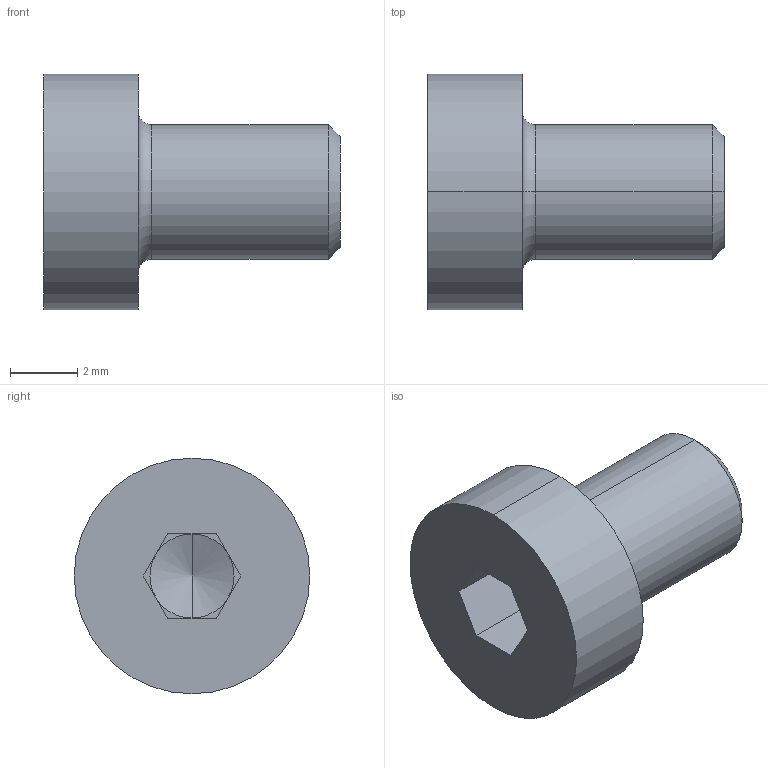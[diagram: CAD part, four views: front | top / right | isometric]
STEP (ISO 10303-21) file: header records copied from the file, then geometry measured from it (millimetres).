
FILE_DESCRIPTION (( 'STEP AP214' ), '1' );
FILE_NAME ('F20.ER1.101.006.STEP', '2021-03-31T07:00:45', ( '' ), ( '' ), 'SwSTEP 2.0', 'SolidWorks 2017', '' );
FILE_SCHEMA (( 'AUTOMOTIVE_DESIGN' ));
Length unit declared in the file: millimetre
Products named in the file (1): F20.ER1.101.006
Bounding box: 8.8 x 7 x 7 mm (x, y, z)
Volume: 169.7 mm3; surface area: 229.4 mm2
Topology: 1 solids, 1 shells, 25 faces, 54 edges, 31 vertices
Faces by surface type: plane 15, cone 4, cylinder 4, torus 2
Entity records: 714 total; most frequent: DIRECTION 124, CARTESIAN_POINT 109, ORIENTED_EDGE 104, EDGE_CURVE 52, AXIS2_PLACEMENT_3D 46, LINE 32, VECTOR 32, VERTEX_POINT 31
